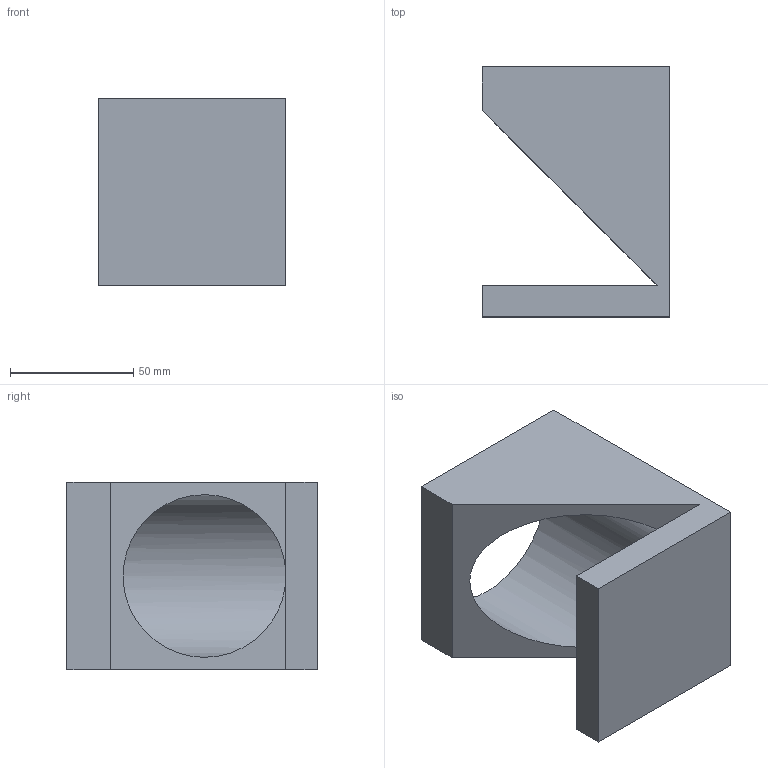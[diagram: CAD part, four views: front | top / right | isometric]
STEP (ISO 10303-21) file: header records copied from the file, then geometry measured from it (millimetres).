
FILE_DESCRIPTION(/* description */ (''),/* implementation_level */ '2;1');
FILE_NAME(/* name */ 'NoodleJig.stp',/* time_stamp */ '2025-03-08T15:12:26-05:00',/* author */ ('slick'),/* organization */ (''),/* preprocessor_version */ 'ST-DEVELOPER v19.2',/* originating_system */ 'Autodesk Inventor 2023',/* authorisation */ '');
FILE_SCHEMA (('AUTOMOTIVE_DESIGN { 1 0 10303 214 3 1 1 }'));
Length unit declared in the file: inch
Products named in the file (1): NoodleJig
Bounding box: 76.2 x 101.6 x 76.2 mm (x, y, z)
Volume: 205814.2 mm3; surface area: 48510.6 mm2
Topology: 1 solids, 1 shells, 10 faces, 26 edges, 17 vertices
Faces by surface type: plane 9, cylinder 1
Full cylindrical faces by diameter (mm): 66.04 x1
Entity records: 354 total; most frequent: CARTESIAN_POINT 54, ORIENTED_EDGE 52, DIRECTION 51, EDGE_CURVE 26, LINE 23, VECTOR 23, VERTEX_POINT 17, AXIS2_PLACEMENT_3D 14
